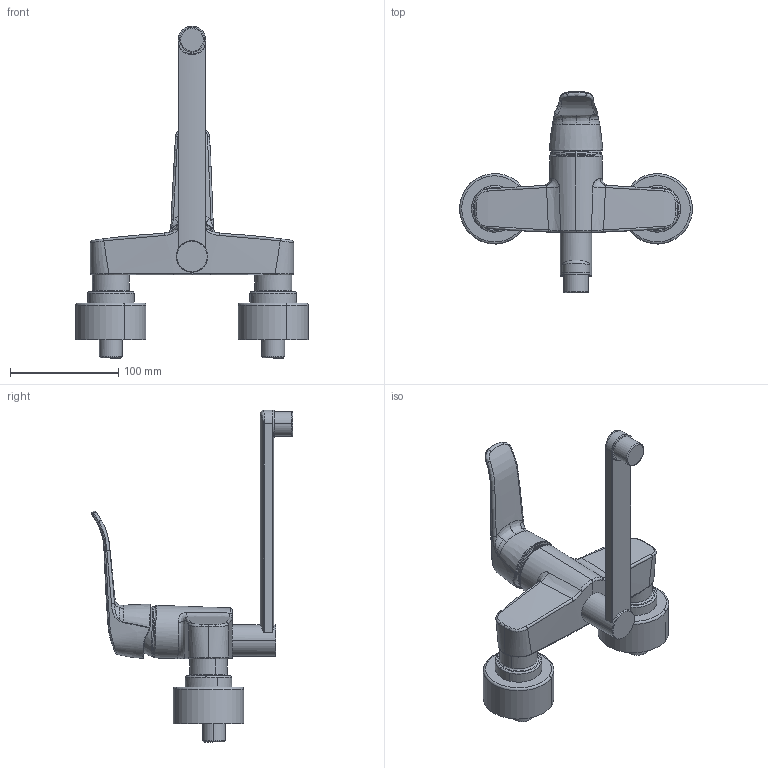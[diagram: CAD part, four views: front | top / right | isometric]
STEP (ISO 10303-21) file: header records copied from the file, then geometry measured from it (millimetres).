
FILE_DESCRIPTION (( 'STEP AP203' ), '1' );
FILE_NAME ('01536283.STEP', '2019-04-05T10:40:58', ( '' ), ( '' ), 'SwSTEP 2.0', 'SolidWorks 2016', '' );
FILE_SCHEMA (( 'CONFIG_CONTROL_DESIGN' ));
Length unit declared in the file: millimetre
Products named in the file (1): 01536283
Bounding box: 214.94 x 186.05 x 306.48 mm (x, y, z)
Volume: 768436 mm3; surface area: 110733.9 mm2
Topology: 1 solids, 1 shells, 216 faces, 517 edges, 318 vertices
Faces by surface type: bspline 116, cylinder 50, plane 32, cone 12, torus 4, sphere 2
Entity records: 20145 total; most frequent: CARTESIAN_POINT 15955, ORIENTED_EDGE 1034, DIRECTION 593, EDGE_CURVE 517, VERTEX_POINT 318, AXIS2_PLACEMENT_3D 252, B_SPLINE_CURVE_WITH_KNOTS 252, EDGE_LOOP 231
